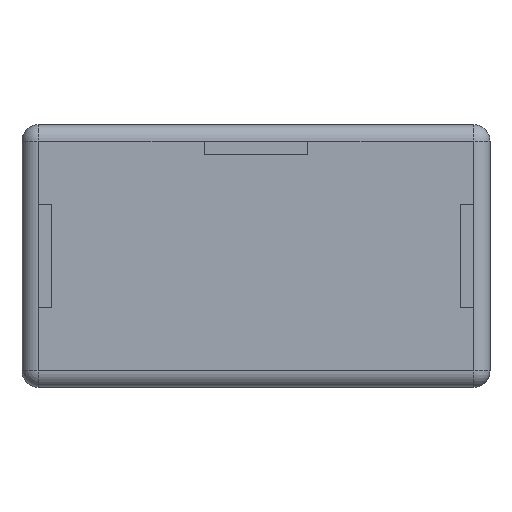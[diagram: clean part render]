
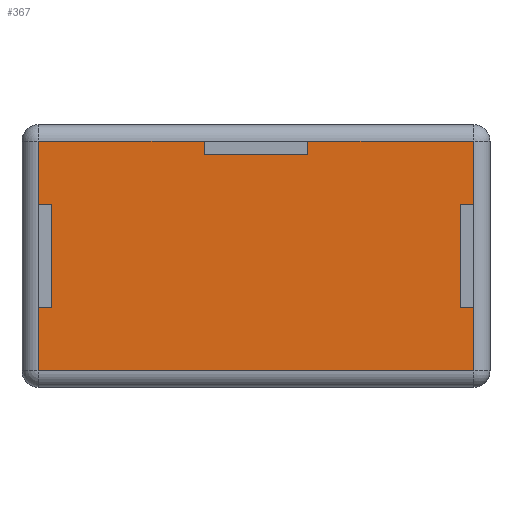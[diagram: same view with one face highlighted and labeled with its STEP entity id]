
A CAD part, front view. The second image highlights one B-rep face of the part: STEP entity #367.
In plain terms, the highlighted planar face has unit normal (0, -1, 0).
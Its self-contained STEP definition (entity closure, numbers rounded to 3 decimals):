
#21 = DIRECTION ( 'NONE',  ( 0., 0., 1. ) ) ;
#24 = ORIENTED_EDGE ( 'NONE', *, *, #896, .T. ) ;
#31 = VERTEX_POINT ( 'NONE', #1664 ) ;
#40 = EDGE_CURVE ( 'NONE', #31, #1193, #64, .T. ) ;
#41 = VERTEX_POINT ( 'NONE', #386 ) ;
#56 = CARTESIAN_POINT ( 'NONE',  ( -13.25, -9.05, 3.15 ) ) ;
#64 = LINE ( 'NONE', #639, #823 ) ;
#68 = VERTEX_POINT ( 'NONE', #807 ) ;
#112 = CARTESIAN_POINT ( 'NONE',  ( -12.45, -9.05, -3.15 ) ) ;
#117 = LINE ( 'NONE', #405, #318 ) ;
#134 = VECTOR ( 'NONE', #1094, 1000. ) ;
#151 = EDGE_CURVE ( 'NONE', #865, #633, #1255, .T. ) ;
#156 = CARTESIAN_POINT ( 'NONE',  ( -13.25, -9.05, 8. ) ) ;
#167 = VECTOR ( 'NONE', #1642, 1000. ) ;
#187 = LINE ( 'NONE', #1455, #1426 ) ;
#194 = LINE ( 'NONE', #772, #1204 ) ;
#202 = CARTESIAN_POINT ( 'NONE',  ( 12.45, -9.05, 3.15 ) ) ;
#240 = ORIENTED_EDGE ( 'NONE', *, *, #1785, .F. ) ;
#244 = CARTESIAN_POINT ( 'NONE',  ( 13.25, -9.05, -3.15 ) ) ;
#262 = LINE ( 'NONE', #1116, #773 ) ;
#318 = VECTOR ( 'NONE', #668, 1000. ) ;
#325 = LINE ( 'NONE', #156, #493 ) ;
#338 = ORIENTED_EDGE ( 'NONE', *, *, #874, .T. ) ;
#340 = LINE ( 'NONE', #353, #134 ) ;
#351 = EDGE_CURVE ( 'NONE', #1481, #865, #194, .T. ) ;
#353 = CARTESIAN_POINT ( 'NONE',  ( -14.25, -9.05, 7. ) ) ;
#367 = ADVANCED_FACE ( 'NONE', ( #879 ), #1453, .F. ) ;
#386 = CARTESIAN_POINT ( 'NONE',  ( -13.25, -9.05, -3.15 ) ) ;
#405 = CARTESIAN_POINT ( 'NONE',  ( 13.25, -9.05, 8. ) ) ;
#406 = VECTOR ( 'NONE', #1765, 1000. ) ;
#414 = EDGE_CURVE ( 'NONE', #682, #1410, #520, .T. ) ;
#424 = DIRECTION ( 'NONE',  ( 0., 0., -1. ) ) ;
#435 = CARTESIAN_POINT ( 'NONE',  ( -13.25, -9.05, 7. ) ) ;
#445 = DIRECTION ( 'NONE',  ( -1., 0., 0. ) ) ;
#463 = CARTESIAN_POINT ( 'NONE',  ( 12.45, -9.05, -3.15 ) ) ;
#482 = EDGE_CURVE ( 'NONE', #633, #1193, #1764, .T. ) ;
#484 = CARTESIAN_POINT ( 'NONE',  ( 12.45, -9.05, -3.15 ) ) ;
#486 = CARTESIAN_POINT ( 'NONE',  ( -12.45, -9.05, -3.15 ) ) ;
#493 = VECTOR ( 'NONE', #1744, 1000. ) ;
#496 = LINE ( 'NONE', #486, #406 ) ;
#514 = DIRECTION ( 'NONE',  ( 0., 0., 1. ) ) ;
#520 = LINE ( 'NONE', #1491, #167 ) ;
#531 = EDGE_CURVE ( 'NONE', #1434, #31, #1822, .T. ) ;
#550 = VERTEX_POINT ( 'NONE', #112 ) ;
#556 = EDGE_CURVE ( 'NONE', #68, #1781, #1829, .T. ) ;
#563 = DIRECTION ( 'NONE',  ( 1., 0., 0. ) ) ;
#577 = ORIENTED_EDGE ( 'NONE', *, *, #531, .T. ) ;
#585 = VECTOR ( 'NONE', #726, 1000. ) ;
#613 = EDGE_LOOP ( 'NONE', ( #338, #1318, #930, #1051, #1755, #1402, #577, #1713, #890, #1836, #1144, #24, #1175, #901, #240, #1167 ) ) ;
#633 = VERTEX_POINT ( 'NONE', #463 ) ;
#639 = CARTESIAN_POINT ( 'NONE',  ( 13.25, -9.05, 8. ) ) ;
#665 = EDGE_CURVE ( 'NONE', #41, #1434, #325, .T. ) ;
#668 = DIRECTION ( 'NONE',  ( 0., 0., 1. ) ) ;
#681 = EDGE_CURVE ( 'NONE', #1468, #1288, #1015, .T. ) ;
#682 = VERTEX_POINT ( 'NONE', #435 ) ;
#726 = DIRECTION ( 'NONE',  ( 0., 0., -1. ) ) ;
#749 = CARTESIAN_POINT ( 'NONE',  ( -14.25, -9.05, 8. ) ) ;
#772 = CARTESIAN_POINT ( 'NONE',  ( 12.45, -9.05, 3.15 ) ) ;
#773 = VECTOR ( 'NONE', #563, 1000. ) ;
#807 = CARTESIAN_POINT ( 'NONE',  ( -3.15, -9.05, 7. ) ) ;
#823 = VECTOR ( 'NONE', #514, 1000. ) ;
#844 = CARTESIAN_POINT ( 'NONE',  ( -3.15, -9.05, 7. ) ) ;
#865 = VERTEX_POINT ( 'NONE', #202 ) ;
#874 = EDGE_CURVE ( 'NONE', #68, #682, #340, .T. ) ;
#879 = FACE_OUTER_BOUND ( 'NONE', #613, .T. ) ;
#890 = ORIENTED_EDGE ( 'NONE', *, *, #482, .F. ) ;
#896 = EDGE_CURVE ( 'NONE', #1481, #1468, #117, .T. ) ;
#901 = ORIENTED_EDGE ( 'NONE', *, *, #1274, .F. ) ;
#930 = ORIENTED_EDGE ( 'NONE', *, *, #1473, .F. ) ;
#952 = LINE ( 'NONE', #1502, #1814 ) ;
#958 = CARTESIAN_POINT ( 'NONE',  ( 12.45, -9.05, -3.15 ) ) ;
#961 = CARTESIAN_POINT ( 'NONE',  ( 3.15, -9.05, 6.2 ) ) ;
#966 = VECTOR ( 'NONE', #1634, 1000. ) ;
#983 = DIRECTION ( 'NONE',  ( 1., 0., 0. ) ) ;
#1015 = LINE ( 'NONE', #1286, #1179 ) ;
#1018 = CARTESIAN_POINT ( 'NONE',  ( 3.15, -9.05, 7. ) ) ;
#1042 = CARTESIAN_POINT ( 'NONE',  ( -13.25, -9.05, 3.15 ) ) ;
#1050 = CARTESIAN_POINT ( 'NONE',  ( -13.25, -9.05, -7. ) ) ;
#1051 = ORIENTED_EDGE ( 'NONE', *, *, #1428, .F. ) ;
#1061 = DIRECTION ( 'NONE',  ( -1., 0., 0. ) ) ;
#1094 = DIRECTION ( 'NONE',  ( -1., 0., 0. ) ) ;
#1102 = CARTESIAN_POINT ( 'NONE',  ( -3.15, -9.05, 6.2 ) ) ;
#1116 = CARTESIAN_POINT ( 'NONE',  ( -13.25, -9.05, -3.15 ) ) ;
#1144 = ORIENTED_EDGE ( 'NONE', *, *, #351, .F. ) ;
#1167 = ORIENTED_EDGE ( 'NONE', *, *, #556, .F. ) ;
#1175 = ORIENTED_EDGE ( 'NONE', *, *, #681, .T. ) ;
#1179 = VECTOR ( 'NONE', #445, 1000. ) ;
#1193 = VERTEX_POINT ( 'NONE', #244 ) ;
#1204 = VECTOR ( 'NONE', #1337, 1000. ) ;
#1237 = VERTEX_POINT ( 'NONE', #1256 ) ;
#1255 = LINE ( 'NONE', #958, #585 ) ;
#1256 = CARTESIAN_POINT ( 'NONE',  ( -12.45, -9.05, 3.15 ) ) ;
#1274 = EDGE_CURVE ( 'NONE', #1845, #1288, #187, .T. ) ;
#1286 = CARTESIAN_POINT ( 'NONE',  ( -14.25, -9.05, 7. ) ) ;
#1288 = VERTEX_POINT ( 'NONE', #1018 ) ;
#1300 = VECTOR ( 'NONE', #983, 1000. ) ;
#1318 = ORIENTED_EDGE ( 'NONE', *, *, #414, .T. ) ;
#1337 = DIRECTION ( 'NONE',  ( -1., 0., 0. ) ) ;
#1363 = DIRECTION ( 'NONE',  ( 0., 0., 1. ) ) ;
#1394 = CARTESIAN_POINT ( 'NONE',  ( -14.25, -9.05, -7. ) ) ;
#1402 = ORIENTED_EDGE ( 'NONE', *, *, #665, .T. ) ;
#1410 = VERTEX_POINT ( 'NONE', #56 ) ;
#1426 = VECTOR ( 'NONE', #21, 1000. ) ;
#1428 = EDGE_CURVE ( 'NONE', #550, #1237, #496, .T. ) ;
#1434 = VERTEX_POINT ( 'NONE', #1050 ) ;
#1453 = PLANE ( 'NONE',  #1712 ) ;
#1454 = VECTOR ( 'NONE', #424, 1000. ) ;
#1455 = CARTESIAN_POINT ( 'NONE',  ( 3.15, -9.05, 7. ) ) ;
#1468 = VERTEX_POINT ( 'NONE', #1508 ) ;
#1473 = EDGE_CURVE ( 'NONE', #1237, #1410, #1619, .T. ) ;
#1480 = CARTESIAN_POINT ( 'NONE',  ( 13.25, -9.05, 3.15 ) ) ;
#1481 = VERTEX_POINT ( 'NONE', #1480 ) ;
#1491 = CARTESIAN_POINT ( 'NONE',  ( -13.25, -9.05, 8. ) ) ;
#1502 = CARTESIAN_POINT ( 'NONE',  ( -3.15, -9.05, 6.2 ) ) ;
#1508 = CARTESIAN_POINT ( 'NONE',  ( 13.25, -9.05, 7. ) ) ;
#1560 = EDGE_CURVE ( 'NONE', #41, #550, #262, .T. ) ;
#1619 = LINE ( 'NONE', #1042, #1690 ) ;
#1634 = DIRECTION ( 'NONE',  ( 1., 0., 0. ) ) ;
#1642 = DIRECTION ( 'NONE',  ( 0., 0., -1. ) ) ;
#1654 = DIRECTION ( 'NONE',  ( 1., 0., 0. ) ) ;
#1664 = CARTESIAN_POINT ( 'NONE',  ( 13.25, -9.05, -7. ) ) ;
#1690 = VECTOR ( 'NONE', #1061, 1000. ) ;
#1712 = AXIS2_PLACEMENT_3D ( 'NONE', #749, #1799, #1363 ) ;
#1713 = ORIENTED_EDGE ( 'NONE', *, *, #40, .T. ) ;
#1744 = DIRECTION ( 'NONE',  ( 0., 0., -1. ) ) ;
#1755 = ORIENTED_EDGE ( 'NONE', *, *, #1560, .F. ) ;
#1764 = LINE ( 'NONE', #484, #966 ) ;
#1765 = DIRECTION ( 'NONE',  ( 0., 0., 1. ) ) ;
#1781 = VERTEX_POINT ( 'NONE', #1102 ) ;
#1785 = EDGE_CURVE ( 'NONE', #1781, #1845, #952, .T. ) ;
#1799 = DIRECTION ( 'NONE',  ( 0., 1., 0. ) ) ;
#1814 = VECTOR ( 'NONE', #1654, 1000. ) ;
#1822 = LINE ( 'NONE', #1394, #1300 ) ;
#1829 = LINE ( 'NONE', #844, #1454 ) ;
#1836 = ORIENTED_EDGE ( 'NONE', *, *, #151, .F. ) ;
#1845 = VERTEX_POINT ( 'NONE', #961 ) ;
